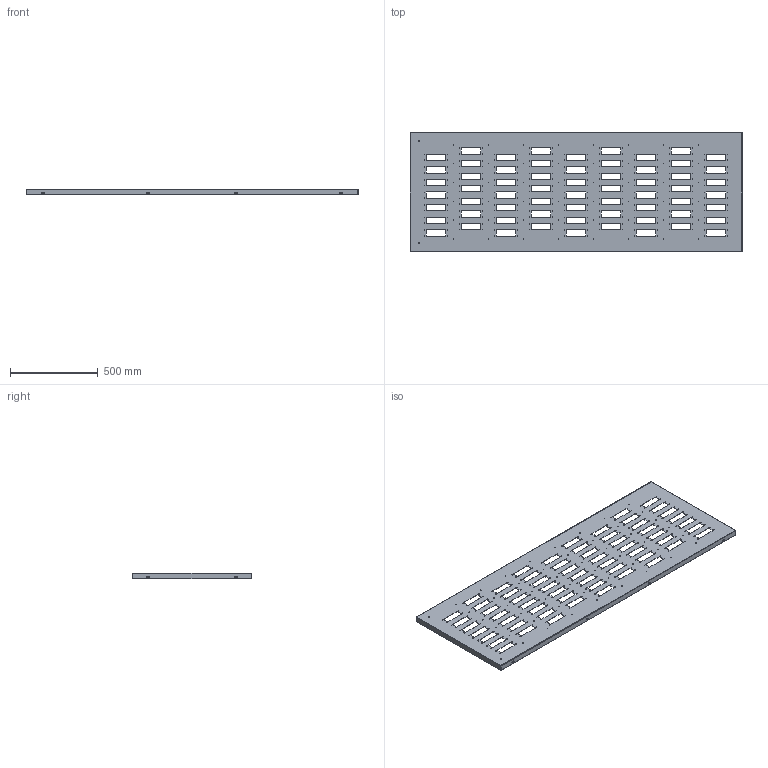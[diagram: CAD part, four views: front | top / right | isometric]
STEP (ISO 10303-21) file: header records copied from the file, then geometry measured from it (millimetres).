
FILE_DESCRIPTION (( 'STEP AP203' ), '1' );
FILE_NAME ('QB09C275.step', '2011-02-18T06:44:31', ( 'User' ), ( 'DKC' ), 'SwSTEP 2.0', 'SolidWorks 2010', '' );
FILE_SCHEMA (( 'CONFIG_CONTROL_DESIGN' ));
Length unit declared in the file: millimetre
Products named in the file (1): QB09C275
Bounding box: 1897 x 683 x 32 mm (x, y, z)
Volume: 2378311.9 mm3; surface area: 2434236.5 mm2
Topology: 1 solids, 1 shells, 950 faces, 2816 edges, 1868 vertices
Faces by surface type: cylinder 640, plane 310
Entity records: 33925 total; most frequent: DIRECTION 6002, CARTESIAN_POINT 5635, ORIENTED_EDGE 5632, EDGE_CURVE 2816, AXIS2_PLACEMENT_3D 2235, VERTEX_POINT 1868, EDGE_LOOP 1704, LINE 1532
